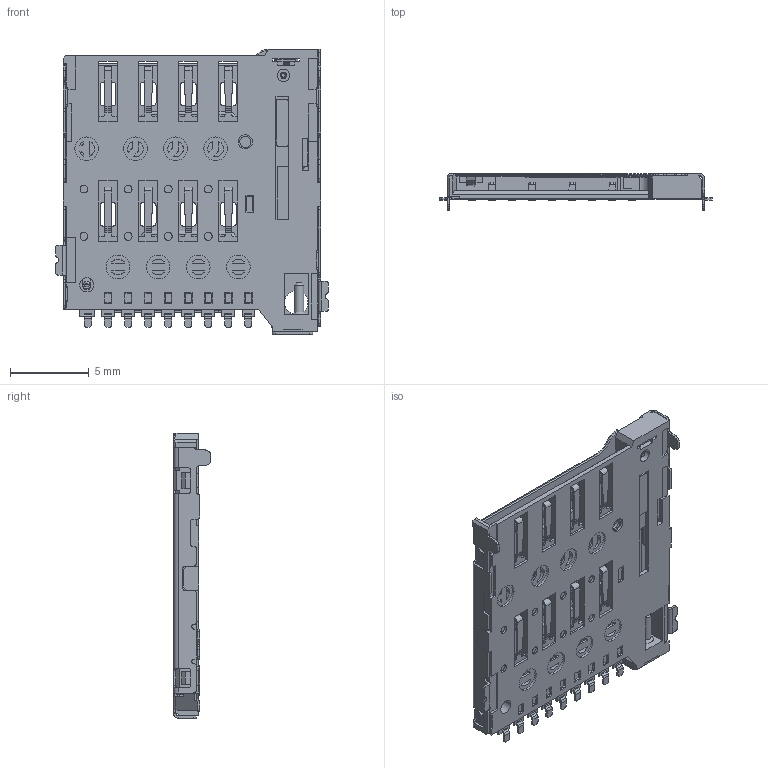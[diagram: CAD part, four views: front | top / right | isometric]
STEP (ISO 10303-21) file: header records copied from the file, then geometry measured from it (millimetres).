
FILE_DESCRIPTION((''),'2;1');
FILE_NAME('115Q-BCA0_C_4','2018-05-18T',('fros.liao'),(''),'CREO PARAMETRIC BY PTC INC, 2015200','CREO PARAMETRIC BY PTC INC, 2015200','');
FILE_SCHEMA(('CONFIG_CONTROL_DESIGN'));
Length unit declared in the file: millimetre
Products named in the file (1): 115Q-BCA0_C_4
Bounding box: 17.29 x 2.33 x 18.07 mm (x, y, z)
Volume: 203 mm3; surface area: 1319.9 mm2
Topology: 1 solids, 1 shells, 1975 faces, 5280 edges, 3329 vertices
Faces by surface type: plane 1295, cylinder 583, torus 54, cone 17, sphere 16, bspline 10
Entity records: 61489 total; most frequent: CARTESIAN_POINT 11197, ORIENTED_EDGE 10560, DIRECTION 10478, EDGE_CURVE 5280, VECTOR 3836, LINE 3836, VERTEX_POINT 3329, AXIS2_PLACEMENT_3D 3321
